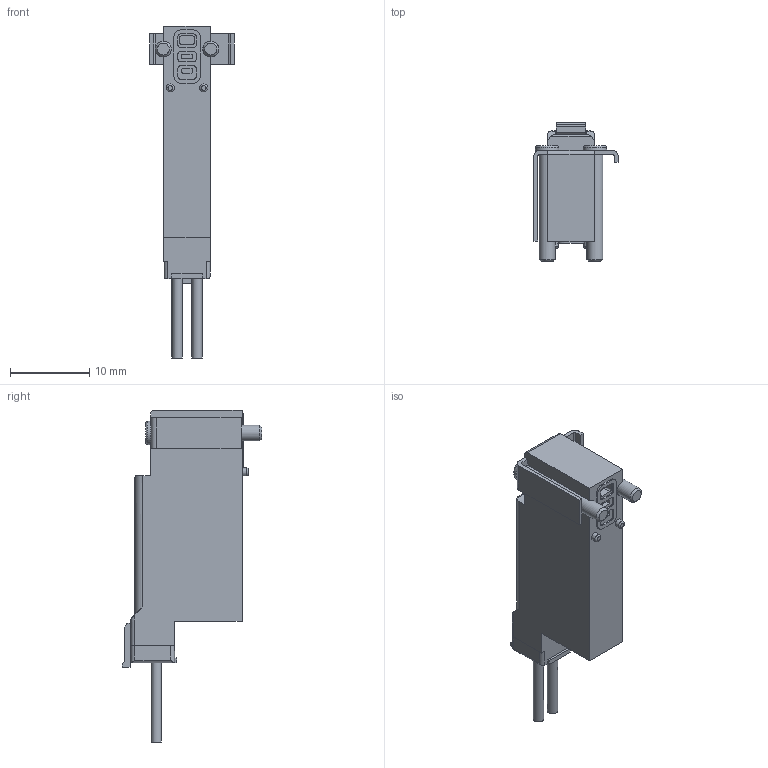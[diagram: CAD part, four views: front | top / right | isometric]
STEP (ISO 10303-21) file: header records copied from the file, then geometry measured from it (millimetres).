
FILE_DESCRIPTION(/* description */ ('STEP AP214'),/* implementation_level */ '2;1');
FILE_NAME(/* name */ '8122775_VOVK-BT6-M32C-MN-1H5ZP-FB',/* time_stamp */ '2024-09-17T01:45:11+02:00',/* author */ ('License CC BY-ND 4.0'),/* organization */ ('CADENAS'),/* preprocessor_version */ 'ST-DEVELOPER v19.3',/* originating_system */ 'PARTsolutions',/* authorisation */ ' ');
FILE_SCHEMA (('AUTOMOTIVE_DESIGN {1 0 10303 214 3 1 1}'));
Length unit declared in the file: millimetre
Products named in the file (1): 8122775 VOVK-BT6-M32C-MN-1H5ZP-FB---(high)
Bounding box: 10.65 x 17.6 x 41.8 mm (x, y, z)
Volume: 2287.8 mm3; surface area: 1758.8 mm2
Topology: 1 solids, 1 shells, 176 faces, 473 edges, 312 vertices
Faces by surface type: plane 113, cylinder 53, torus 6, cone 4
Full cylindrical faces by diameter (mm): 1 x2, 1.3 x2, 2 x2
Entity records: 5428 total; most frequent: CARTESIAN_POINT 983, DIRECTION 911, ORIENTED_EDGE 906, EDGE_CURVE 453, LINE 329, VECTOR 329, VERTEX_POINT 306, AXIS2_PLACEMENT_3D 291
